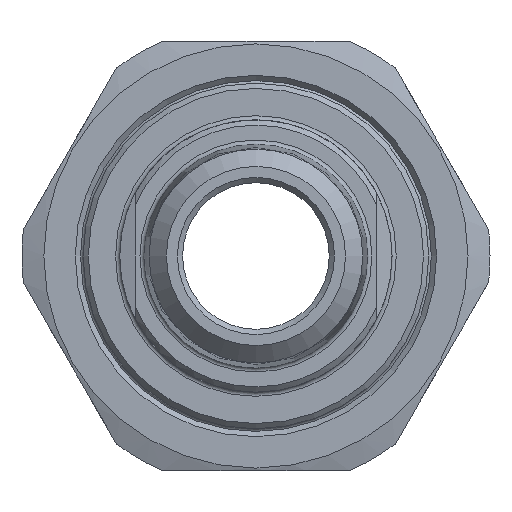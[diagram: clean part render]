
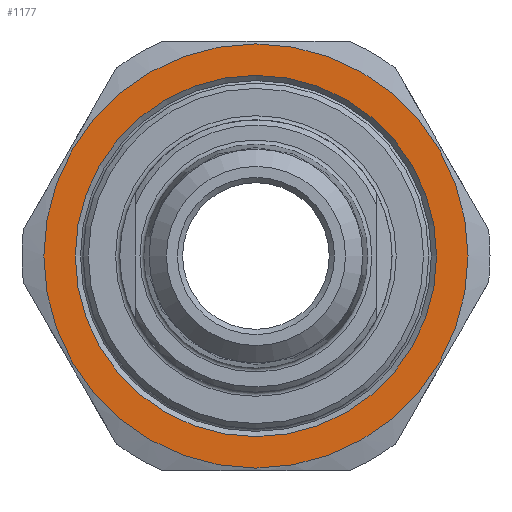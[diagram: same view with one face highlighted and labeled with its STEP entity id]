
A CAD part, left-side view. The second image highlights one B-rep face of the part: STEP entity #1177.
In plain terms, the highlighted planar face has unit normal (-1, 0, 0).
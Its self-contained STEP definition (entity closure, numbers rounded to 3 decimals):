
#69=FACE_BOUND('',#219,.T.);
#87=PLANE('',#1347);
#143=FACE_OUTER_BOUND('',#218,.T.);
#218=EDGE_LOOP('',(#882));
#219=EDGE_LOOP('',(#883));
#417=CIRCLE('',#1336,20.25);
#418=CIRCLE('',#1342,17.25);
#526=VERTEX_POINT('',#1991);
#527=VERTEX_POINT('',#2027);
#648=EDGE_CURVE('',#526,#526,#417,.T.);
#659=EDGE_CURVE('',#527,#527,#418,.T.);
#882=ORIENTED_EDGE('',*,*,#648,.T.);
#883=ORIENTED_EDGE('',*,*,#659,.F.);
#1177=ADVANCED_FACE('',(#143,#69),#87,.F.);
#1336=AXIS2_PLACEMENT_3D('',#1993,#1565,#1566);
#1342=AXIS2_PLACEMENT_3D('',#2028,#1578,#1579);
#1347=AXIS2_PLACEMENT_3D('',#2038,#1590,#1591);
#1565=DIRECTION('center_axis',(-1.,0.,0.));
#1566=DIRECTION('ref_axis',(0.,1.,0.));
#1578=DIRECTION('center_axis',(-1.,0.,0.));
#1579=DIRECTION('ref_axis',(0.,-1.,0.));
#1590=DIRECTION('center_axis',(1.,0.,0.));
#1591=DIRECTION('ref_axis',(0.,0.,-1.));
#1991=CARTESIAN_POINT('',(-17.,-20.25,0.));
#1993=CARTESIAN_POINT('Origin',(-17.,0.,0.));
#2027=CARTESIAN_POINT('',(-17.,17.25,0.));
#2028=CARTESIAN_POINT('Origin',(-17.,0.,0.));
#2038=CARTESIAN_POINT('Origin',(-17.,0.,0.));
